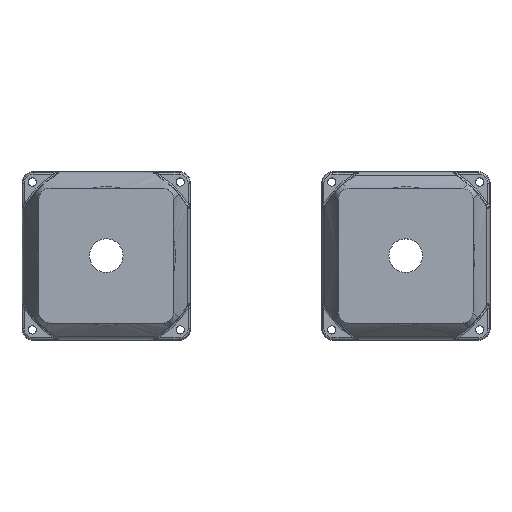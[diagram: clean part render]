
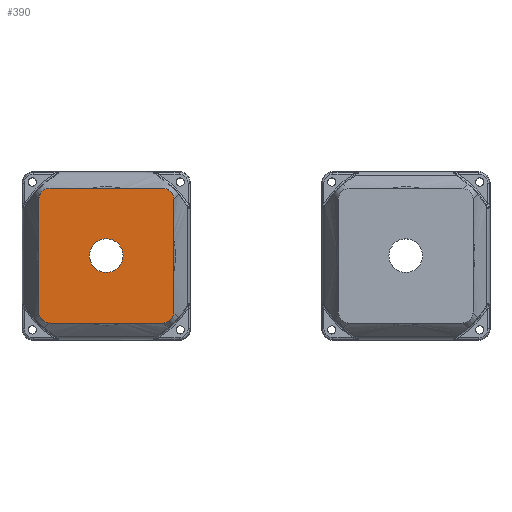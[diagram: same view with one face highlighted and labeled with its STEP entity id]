
A CAD part, top view. The second image highlights one B-rep face of the part: STEP entity #390.
In plain terms, the highlighted planar face has unit normal (0, 0, 1).
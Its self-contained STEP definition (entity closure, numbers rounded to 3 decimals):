
#390=ADVANCED_FACE('',(#839,#840),#841,.T.);
#839=FACE_BOUND('',#16803,.T.);
#840=FACE_OUTER_BOUND('',#16804,.T.);
#841=PLANE('',#16805);
#16803=EDGE_LOOP('',(#21114));
#16804=EDGE_LOOP('',(#21115,#21116,#21117,#21118,#21119,#21120,#21121,#21122));
#16805=AXIS2_PLACEMENT_3D('',#21123,#21124,#21125);
#21114=ORIENTED_EDGE('',*,*,#22154,.F.);
#21115=ORIENTED_EDGE('',*,*,#22137,.T.);
#21116=ORIENTED_EDGE('',*,*,#22116,.T.);
#21117=ORIENTED_EDGE('',*,*,#22147,.T.);
#21118=ORIENTED_EDGE('',*,*,#22031,.T.);
#21119=ORIENTED_EDGE('',*,*,#22133,.T.);
#21120=ORIENTED_EDGE('',*,*,#22096,.T.);
#21121=ORIENTED_EDGE('',*,*,#22142,.T.);
#21122=ORIENTED_EDGE('',*,*,#22100,.T.);
#21123=CARTESIAN_POINT('',(-342.143,-25.0,36.667));
#21124=DIRECTION('',(0.0,0.0,1.0));
#21125=DIRECTION('',(1.0,0.0,0.0));
#22031=EDGE_CURVE('',#22766,#22767,#22768,.T.);
#22096=EDGE_CURVE('',#22874,#22875,#22876,.T.);
#22100=EDGE_CURVE('',#22882,#22883,#22884,.T.);
#22116=EDGE_CURVE('',#22909,#22910,#22911,.T.);
#22133=EDGE_CURVE('',#22767,#22874,#22935,.T.);
#22137=EDGE_CURVE('',#22883,#22909,#22940,.T.);
#22142=EDGE_CURVE('',#22875,#22882,#22946,.T.);
#22147=EDGE_CURVE('',#22910,#22766,#22951,.T.);
#22154=EDGE_CURVE('',#22963,#22963,#22964,.T.);
#22766=VERTEX_POINT('',#30612);
#22767=VERTEX_POINT('',#30613);
#22768=(B_SPLINE_CURVE(3,(#30615,#30616,#30617,#30618),.UNSPECIFIED.,.F.,.F.)B_SPLINE_CURVE_WITH_KNOTS((4,4),(0.0,1.0),.UNSPECIFIED.)RATIONAL_B_SPLINE_CURVE((1.0,0.805,0.805,1.0))BOUNDED_CURVE()REPRESENTATION_ITEM('')GEOMETRIC_REPRESENTATION_ITEM()CURVE());
#22874=VERTEX_POINT('',#32105);
#22875=VERTEX_POINT('',#32106);
#22876=(B_SPLINE_CURVE(3,(#32108,#32109,#32110,#32111),.UNSPECIFIED.,.F.,.F.)B_SPLINE_CURVE_WITH_KNOTS((4,4),(0.0,1.0),.UNSPECIFIED.)RATIONAL_B_SPLINE_CURVE((1.0,0.805,0.805,1.0))BOUNDED_CURVE()REPRESENTATION_ITEM('')GEOMETRIC_REPRESENTATION_ITEM()CURVE());
#22882=VERTEX_POINT('',#32142);
#22883=VERTEX_POINT('',#32143);
#22884=(B_SPLINE_CURVE(3,(#32145,#32146,#32147,#32148),.UNSPECIFIED.,.F.,.F.)B_SPLINE_CURVE_WITH_KNOTS((4,4),(0.0,1.0),.UNSPECIFIED.)RATIONAL_B_SPLINE_CURVE((1.0,0.805,0.805,1.0))BOUNDED_CURVE()REPRESENTATION_ITEM('')GEOMETRIC_REPRESENTATION_ITEM()CURVE());
#22909=VERTEX_POINT('',#32397);
#22910=VERTEX_POINT('',#32398);
#22911=(B_SPLINE_CURVE(3,(#32400,#32401,#32402,#32403),.UNSPECIFIED.,.F.,.F.)B_SPLINE_CURVE_WITH_KNOTS((4,4),(0.0,1.0),.UNSPECIFIED.)RATIONAL_B_SPLINE_CURVE((1.0,0.805,0.805,1.0))BOUNDED_CURVE()REPRESENTATION_ITEM('')GEOMETRIC_REPRESENTATION_ITEM()CURVE());
#22935=LINE('',#32671,#32672);
#22940=LINE('',#32680,#32681);
#22946=LINE('',#32691,#32692);
#22951=LINE('',#32701,#32702);
#22963=VERTEX_POINT('',#32724);
#22964=CIRCLE('',#32725,45.0);
#30612=CARTESIAN_POINT('',(-312.143,335.0,36.667));
#30613=CARTESIAN_POINT('',(-342.143,305.0,36.667));
#30615=CARTESIAN_POINT('',(-312.143,335.0,36.667));
#30616=CARTESIAN_POINT('',(-329.716,335.0,36.667));
#30617=CARTESIAN_POINT('',(-342.143,322.574,36.667));
#30618=CARTESIAN_POINT('',(-342.143,305.0,36.667));
#32105=CARTESIAN_POINT('',(-342.143,5.0,36.667));
#32106=CARTESIAN_POINT('',(-312.143,-25.0,36.667));
#32108=CARTESIAN_POINT('',(-342.143,5.0,36.667));
#32109=CARTESIAN_POINT('',(-342.143,-12.574,36.667));
#32110=CARTESIAN_POINT('',(-329.716,-25.0,36.667));
#32111=CARTESIAN_POINT('',(-312.143,-25.0,36.667));
#32142=CARTESIAN_POINT('',(-12.143,-25.0,36.667));
#32143=CARTESIAN_POINT('',(17.857,5.0,36.667));
#32145=CARTESIAN_POINT('',(-12.143,-25.0,36.667));
#32146=CARTESIAN_POINT('',(5.431,-25.0,36.667));
#32147=CARTESIAN_POINT('',(17.857,-12.574,36.667));
#32148=CARTESIAN_POINT('',(17.857,5.0,36.667));
#32397=CARTESIAN_POINT('',(17.857,305.0,36.667));
#32398=CARTESIAN_POINT('',(-12.143,335.0,36.667));
#32400=CARTESIAN_POINT('',(17.857,305.0,36.667));
#32401=CARTESIAN_POINT('',(17.857,322.574,36.667));
#32402=CARTESIAN_POINT('',(5.431,335.0,36.667));
#32403=CARTESIAN_POINT('',(-12.143,335.0,36.667));
#32671=CARTESIAN_POINT('',(-342.143,335.0,36.667));
#32672=VECTOR('',#34535,1.0);
#32680=CARTESIAN_POINT('',(17.857,-25.0,36.667));
#32681=VECTOR('',#34539,1.0);
#32691=CARTESIAN_POINT('',(-342.143,-25.0,36.667));
#32692=VECTOR('',#34544,1.0);
#32701=CARTESIAN_POINT('',(17.857,335.0,36.667));
#32702=VECTOR('',#34549,1.0);
#32724=CARTESIAN_POINT('',(-162.143,110.0,36.667));
#32725=AXIS2_PLACEMENT_3D('',#34565,#34566,#34567);
#34535=DIRECTION('',(0.0,-1.0,0.0));
#34539=DIRECTION('',(0.0,1.0,0.0));
#34544=DIRECTION('',(1.0,0.0,0.0));
#34549=DIRECTION('',(-1.0,0.0,0.0));
#34565=CARTESIAN_POINT('',(-162.143,155.0,36.667));
#34566=DIRECTION('',(0.0,0.,1.0));
#34567=DIRECTION('',(0.0,-1.0,0.));
